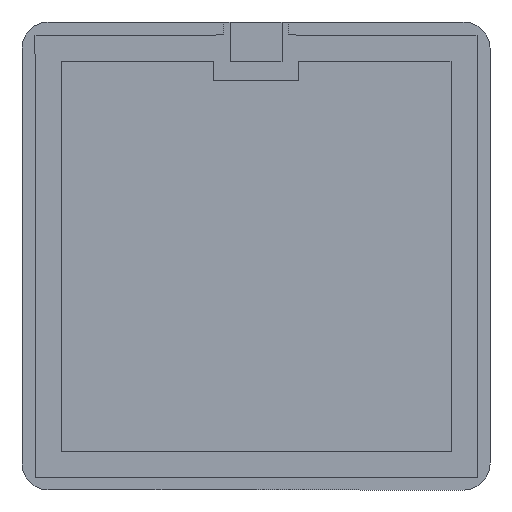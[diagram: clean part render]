
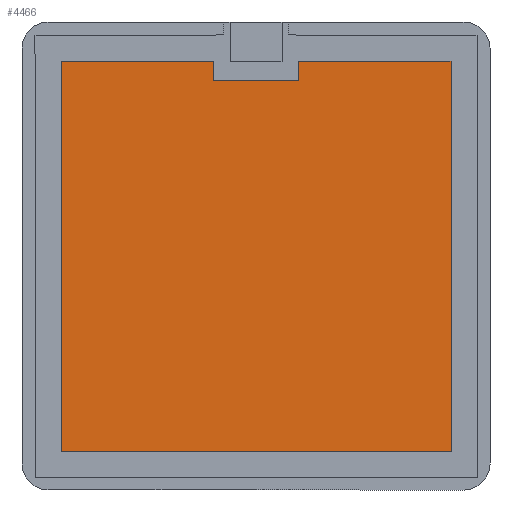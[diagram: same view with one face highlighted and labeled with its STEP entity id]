
A CAD part, front view. The second image highlights one B-rep face of the part: STEP entity #4466.
In plain terms, the highlighted planar face has unit normal (0, -1, 0).
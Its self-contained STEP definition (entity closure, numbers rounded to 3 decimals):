
#422 = VECTOR ( 'NONE', #3700, 1000. ) ;
#620 = DIRECTION ( 'NONE',  ( 0., 0., -1. ) ) ;
#627 = VECTOR ( 'NONE', #5144, 1000. ) ;
#743 = ORIENTED_EDGE ( 'NONE', *, *, #5419, .F. ) ;
#1011 = EDGE_LOOP ( 'NONE', ( #10027, #7980, #1534, #5914, #6276, #743, #10932, #10178 ) ) ;
#1118 = VECTOR ( 'NONE', #6161, 1000. ) ;
#1411 = VECTOR ( 'NONE', #4869, 1000. ) ;
#1534 = ORIENTED_EDGE ( 'NONE', *, *, #2387, .F. ) ;
#1733 = AXIS2_PLACEMENT_3D ( 'NONE', #8238, #12172, #6295 ) ;
#1831 = CARTESIAN_POINT ( 'NONE',  ( 0., -0.02, 6.75 ) ) ;
#2165 = VECTOR ( 'NONE', #620, 1000. ) ;
#2387 = EDGE_CURVE ( 'NONE', #7409, #4119, #5496, .T. ) ;
#2828 = VECTOR ( 'NONE', #4210, 1000. ) ;
#2991 = VERTEX_POINT ( 'NONE', #6286 ) ;
#3568 = CARTESIAN_POINT ( 'NONE',  ( 1.65, -0.02, 6.75 ) ) ;
#3700 = DIRECTION ( 'NONE',  ( -1., 0., 0. ) ) ;
#4119 = VERTEX_POINT ( 'NONE', #12396 ) ;
#4210 = DIRECTION ( 'NONE',  ( 1., 0., 0. ) ) ;
#4466 = ADVANCED_FACE ( 'NONE', ( #12015 ), #5306, .T. ) ;
#4661 = VERTEX_POINT ( 'NONE', #10586 ) ;
#4869 = DIRECTION ( 'NONE',  ( 0., 0., 1. ) ) ;
#5076 = EDGE_CURVE ( 'NONE', #4661, #11101, #8957, .T. ) ;
#5144 = DIRECTION ( 'NONE',  ( 1., 0., 0. ) ) ;
#5247 = CARTESIAN_POINT ( 'NONE',  ( 1.65, -0.02, 0. ) ) ;
#5306 = PLANE ( 'NONE',  #1733 ) ;
#5419 = EDGE_CURVE ( 'NONE', #11112, #11101, #5568, .T. ) ;
#5496 = LINE ( 'NONE', #10214, #627 ) ;
#5504 = CARTESIAN_POINT ( 'NONE',  ( 7.5, -0.02, -7.5 ) ) ;
#5568 = LINE ( 'NONE', #8837, #8180 ) ;
#5623 = LINE ( 'NONE', #1831, #422 ) ;
#5914 = ORIENTED_EDGE ( 'NONE', *, *, #10796, .T. ) ;
#6074 = CARTESIAN_POINT ( 'NONE',  ( 0., -0.02, 7.5 ) ) ;
#6092 = CARTESIAN_POINT ( 'NONE',  ( 0., -0.02, -7.5 ) ) ;
#6161 = DIRECTION ( 'NONE',  ( 1., 0., 0. ) ) ;
#6198 = EDGE_CURVE ( 'NONE', #9423, #2991, #5623, .T. ) ;
#6276 = ORIENTED_EDGE ( 'NONE', *, *, #5076, .T. ) ;
#6286 = CARTESIAN_POINT ( 'NONE',  ( -1.65, -0.02, 6.75 ) ) ;
#6295 = DIRECTION ( 'NONE',  ( 0., 0., -1. ) ) ;
#7409 = VERTEX_POINT ( 'NONE', #8638 ) ;
#7980 = ORIENTED_EDGE ( 'NONE', *, *, #11485, .T. ) ;
#8180 = VECTOR ( 'NONE', #10791, 1000. ) ;
#8238 = CARTESIAN_POINT ( 'NONE',  ( 0., -0.02, 0. ) ) ;
#8351 = CARTESIAN_POINT ( 'NONE',  ( 1.65, -0.02, 7.5 ) ) ;
#8638 = CARTESIAN_POINT ( 'NONE',  ( -7.5, -0.02, 7.5 ) ) ;
#8837 = CARTESIAN_POINT ( 'NONE',  ( 7.5, -0.02, 0. ) ) ;
#8957 = LINE ( 'NONE', #6092, #2828 ) ;
#9231 = LINE ( 'NONE', #6074, #1118 ) ;
#9423 = VERTEX_POINT ( 'NONE', #3568 ) ;
#9826 = EDGE_CURVE ( 'NONE', #11780, #11112, #9231, .T. ) ;
#10027 = ORIENTED_EDGE ( 'NONE', *, *, #6198, .T. ) ;
#10178 = ORIENTED_EDGE ( 'NONE', *, *, #10649, .F. ) ;
#10214 = CARTESIAN_POINT ( 'NONE',  ( 0., -0.02, 7.5 ) ) ;
#10586 = CARTESIAN_POINT ( 'NONE',  ( -7.5, -0.02, -7.5 ) ) ;
#10599 = LINE ( 'NONE', #5247, #10887 ) ;
#10649 = EDGE_CURVE ( 'NONE', #9423, #11780, #10599, .T. ) ;
#10741 = CARTESIAN_POINT ( 'NONE',  ( -1.65, -0.02, 0. ) ) ;
#10791 = DIRECTION ( 'NONE',  ( 0., 0., -1. ) ) ;
#10796 = EDGE_CURVE ( 'NONE', #7409, #4661, #12589, .T. ) ;
#10887 = VECTOR ( 'NONE', #12115, 1000. ) ;
#10932 = ORIENTED_EDGE ( 'NONE', *, *, #9826, .F. ) ;
#11101 = VERTEX_POINT ( 'NONE', #5504 ) ;
#11112 = VERTEX_POINT ( 'NONE', #12368 ) ;
#11485 = EDGE_CURVE ( 'NONE', #2991, #4119, #11517, .T. ) ;
#11517 = LINE ( 'NONE', #10741, #1411 ) ;
#11780 = VERTEX_POINT ( 'NONE', #8351 ) ;
#12015 = FACE_OUTER_BOUND ( 'NONE', #1011, .T. ) ;
#12115 = DIRECTION ( 'NONE',  ( 0., 0., 1. ) ) ;
#12172 = DIRECTION ( 'NONE',  ( 0., -1., 0. ) ) ;
#12338 = CARTESIAN_POINT ( 'NONE',  ( -7.5, -0.02, 0. ) ) ;
#12368 = CARTESIAN_POINT ( 'NONE',  ( 7.5, -0.02, 7.5 ) ) ;
#12396 = CARTESIAN_POINT ( 'NONE',  ( -1.65, -0.02, 7.5 ) ) ;
#12589 = LINE ( 'NONE', #12338, #2165 ) ;
